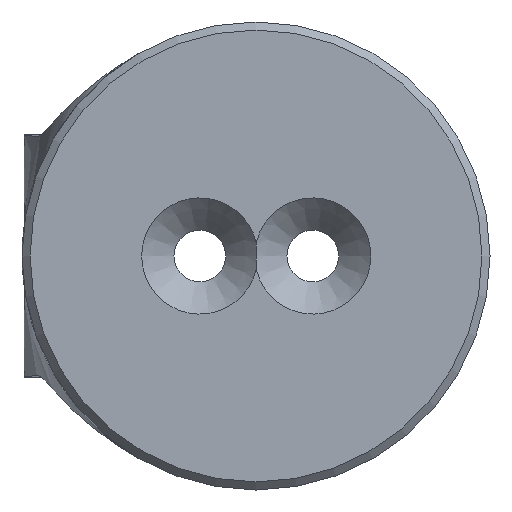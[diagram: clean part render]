
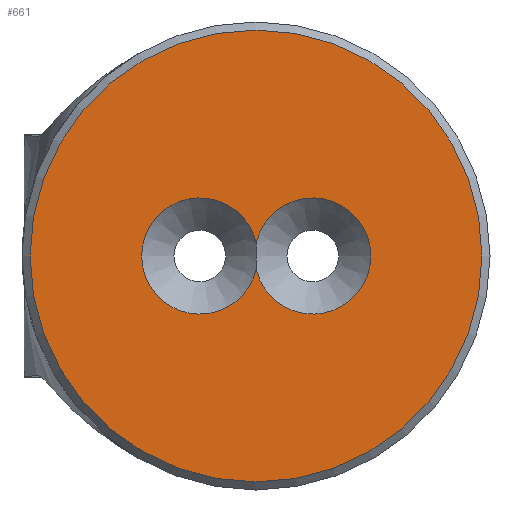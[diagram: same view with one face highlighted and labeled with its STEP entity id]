
A CAD part, front view. The second image highlights one B-rep face of the part: STEP entity #661.
In plain terms, the highlighted planar face has unit normal (0, -1, 0).
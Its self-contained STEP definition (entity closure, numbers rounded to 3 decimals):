
#18=FACE_BOUND('',#99,.T.);
#28=PLANE('',#730);
#58=FACE_OUTER_BOUND('',#98,.T.);
#98=EDGE_LOOP('',(#510));
#99=EDGE_LOOP('',(#511,#512,#513));
#142=CIRCLE('',#723,3.6);
#143=CIRCLE('',#725,3.6);
#145=CIRCLE('',#727,3.6);
#147=CIRCLE('',#731,14.);
#302=VERTEX_POINT('',#1254);
#305=VERTEX_POINT('',#1263);
#306=VERTEX_POINT('',#1270);
#309=VERTEX_POINT('',#1281);
#380=EDGE_CURVE('',#305,#302,#142,.T.);
#381=EDGE_CURVE('',#302,#306,#143,.T.);
#384=EDGE_CURVE('',#306,#305,#145,.T.);
#387=EDGE_CURVE('',#309,#309,#147,.T.);
#510=ORIENTED_EDGE('',*,*,#387,.F.);
#511=ORIENTED_EDGE('',*,*,#380,.F.);
#512=ORIENTED_EDGE('',*,*,#384,.F.);
#513=ORIENTED_EDGE('',*,*,#381,.F.);
#661=ADVANCED_FACE('',(#58,#18),#28,.T.);
#723=AXIS2_PLACEMENT_3D('',#1268,#834,#835);
#725=AXIS2_PLACEMENT_3D('',#1271,#838,#839);
#727=AXIS2_PLACEMENT_3D('',#1275,#843,#844);
#730=AXIS2_PLACEMENT_3D('',#1280,#850,#851);
#731=AXIS2_PLACEMENT_3D('',#1282,#852,#853);
#834=DIRECTION('center_axis',(0.,-1.,0.));
#835=DIRECTION('ref_axis',(-1.,0.,0.));
#838=DIRECTION('center_axis',(0.,-1.,0.));
#839=DIRECTION('ref_axis',(-1.,0.,0.));
#843=DIRECTION('center_axis',(0.,-1.,0.));
#844=DIRECTION('ref_axis',(-1.,0.,0.));
#850=DIRECTION('center_axis',(0.,-1.,0.));
#851=DIRECTION('ref_axis',(-1.,0.,0.));
#852=DIRECTION('center_axis',(0.,1.,0.));
#853=DIRECTION('ref_axis',(-1.,0.,0.));
#1254=CARTESIAN_POINT('',(0.016,0.,-0.842));
#1263=CARTESIAN_POINT('',(0.016,0.,0.843));
#1268=CARTESIAN_POINT('Origin',(-3.484,0.,0.));
#1270=CARTESIAN_POINT('',(7.116,0.,0.));
#1271=CARTESIAN_POINT('Origin',(3.516,0.,0.));
#1275=CARTESIAN_POINT('Origin',(3.516,0.,0.));
#1280=CARTESIAN_POINT('Origin',(0.,0.,0.));
#1281=CARTESIAN_POINT('',(14.,0.,0.));
#1282=CARTESIAN_POINT('Origin',(0.,0.,0.));
